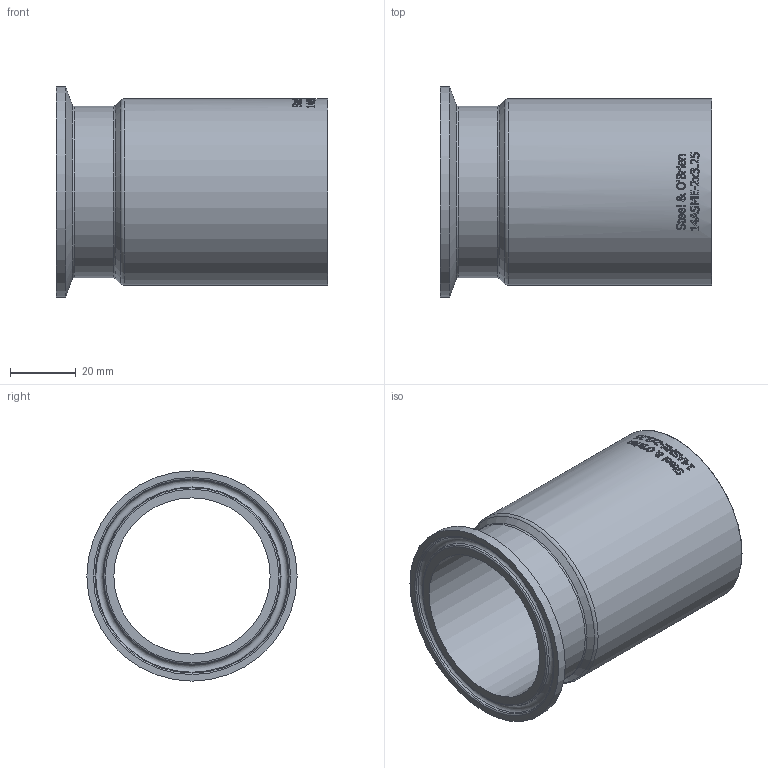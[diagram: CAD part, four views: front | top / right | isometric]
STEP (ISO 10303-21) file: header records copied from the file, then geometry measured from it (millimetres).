
FILE_DESCRIPTION(/* description */ (''),/* implementation_level */ '2;1');
FILE_NAME(/* name */ '14ASME-2X3.25.stp',/* time_stamp */ '2021-09-22T15:50:46-04:00',/* author */ ('rick'),/* organization */ (''),/* preprocessor_version */ 'ST-DEVELOPER v18',/* originating_system */ 'Autodesk Inventor 2020',/* authorisation */ '');
FILE_SCHEMA (('AUTOMOTIVE_DESIGN { 1 0 10303 214 3 1 1 }'));
Length unit declared in the file: inch
Products named in the file (1): 14ASME-2X3.25
Bounding box: 82.55 x 63.91 x 63.91 mm (x, y, z)
Volume: 57954 mm3; surface area: 30242.2 mm2
Topology: 1 solids, 1 shells, 437 faces, 1209 edges, 812 vertices
Faces by surface type: plane 194, bspline 190, cylinder 41, torus 8, cone 4
Full cylindrical faces by diameter (mm): 47.498 x1, 52.07 x1, 56.642 x1, 63.906 x1
Entity records: 18216 total; most frequent: CARTESIAN_POINT 7967, ORIENTED_EDGE 2418, DIRECTION 1613, EDGE_CURVE 1209, VERTEX_POINT 812, LINE 541, VECTOR 541, AXIS2_PLACEMENT_3D 536
